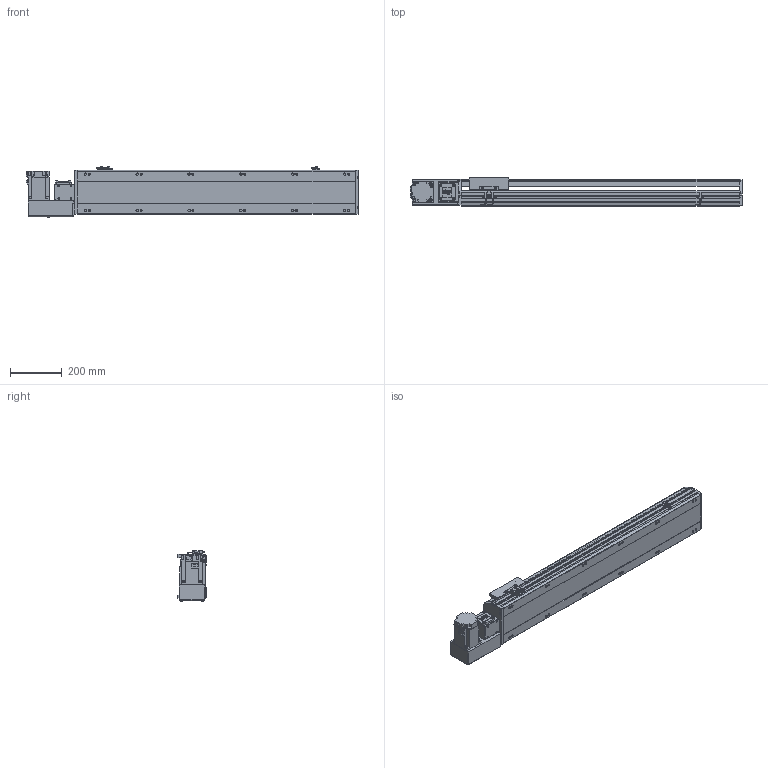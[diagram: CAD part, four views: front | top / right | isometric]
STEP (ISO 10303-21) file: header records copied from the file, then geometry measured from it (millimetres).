
FILE_DESCRIPTION (( 'STEP AP214' ), '1' );
FILE_NAME ('WEX170BL-030LC-0800XXXX.STEP', '2025-02-28T16:59:54', ( '' ), ( '' ), 'SwSTEP 2.0', 'SolidWorks 2022', '' );
FILE_SCHEMA (( 'AUTOMOTIVE_DESIGN' ));
Length unit declared in the file: millimetre
Products named in the file (9): WEX170-800B-1; FANG STICKER; WEX170-800B-4; WEX170-800BSENSOR; WEX170BL-030LC-0800XXXX; WEX170-800BCARRIAGE; WEX170-800BMOTOR; WEX170-800B-2; WEX170-800B-3
Assembly tree (8 placements, depth 2):
  WEX170-800B-1
  WEX170-800B-4
  WEX170BL-030LC-0800XXXX
    WEX170-800B-2
    WEX170-800BMOTOR
    WEX170-800BCARRIAGE
    WEX170-800B-3
    WEX170-800BSENSOR  x3
    FANG STICKER
Bounding box: 1279.3 x 108 x 194.96 mm (x, y, z)
Volume: 9649916.3 mm3; surface area: 1264363.9 mm2
Topology: 8 solids, 8 shells, 1604 faces, 4096 edges, 2666 vertices
Faces by surface type: plane 1110, cylinder 400, cone 68, torus 22, sphere 4
Entity records: 42128 total; most frequent: CARTESIAN_POINT 7689, DIRECTION 6942, ORIENTED_EDGE 6920, EDGE_CURVE 3460, LINE 2624, VECTOR 2624, VERTEX_POINT 2262, AXIS2_PLACEMENT_3D 2159
